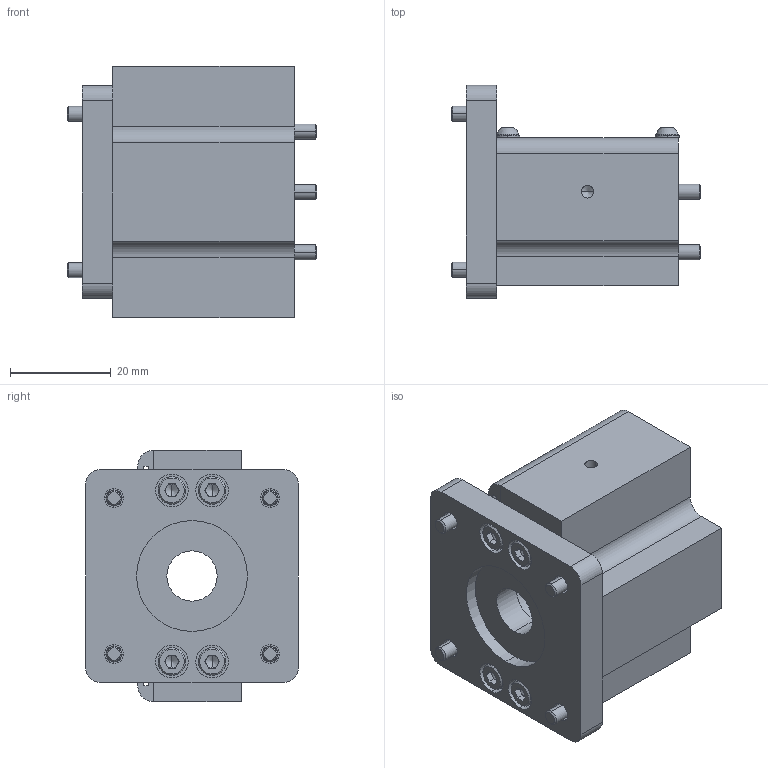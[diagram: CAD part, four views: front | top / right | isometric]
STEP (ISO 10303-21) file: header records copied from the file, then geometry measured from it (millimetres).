
FILE_DESCRIPTION (( 'STEP AP203' ), '1' );
FILE_NAME ('LAHP-N17-25MTRBKT.step', '2020-12-09T22:36:36', ( '' ), ( '' ), 'SwSTEP 2.0', 'SolidWorks 2019', '' );
FILE_SCHEMA (( 'CONFIG_CONTROL_DESIGN' ));
Length unit declared in the file: inch
Products named in the file (1): LAHP-N17-25MTRBKT
Bounding box: 49.6 x 42.3 x 50 mm (x, y, z)
Volume: 35272.4 mm3; surface area: 24664.1 mm2
Topology: 33 solids, 37 shells, 715 faces, 1672 edges, 1027 vertices
Faces by surface type: plane 315, cylinder 236, cone 122, bspline 42
Entity records: 27463 total; most frequent: CARTESIAN_POINT 11017, DIRECTION 3514, ORIENTED_EDGE 3268, EDGE_CURVE 1634, AXIS2_PLACEMENT_3D 1346, VERTEX_POINT 1027, EDGE_LOOP 843, VECTOR 822
